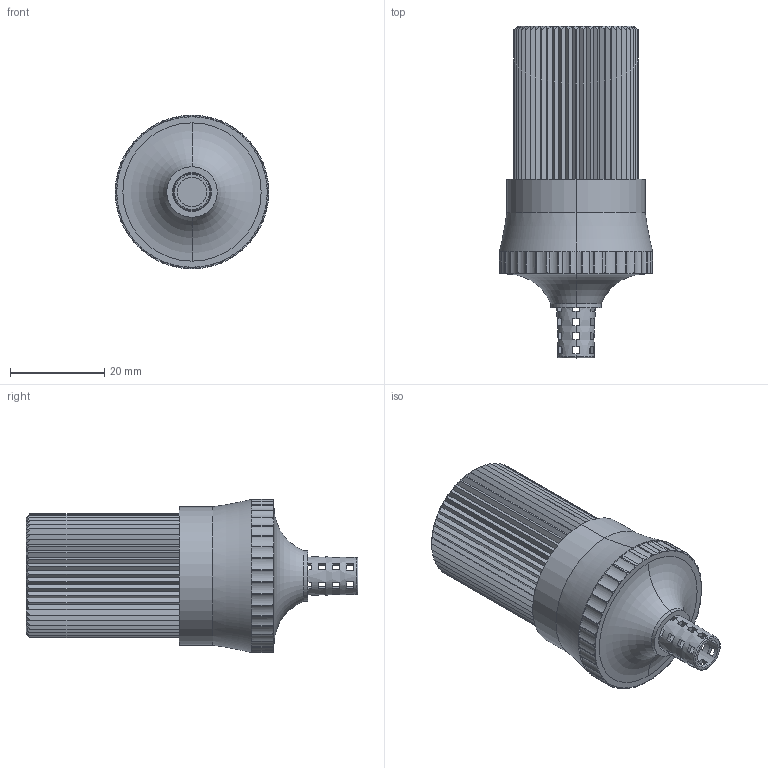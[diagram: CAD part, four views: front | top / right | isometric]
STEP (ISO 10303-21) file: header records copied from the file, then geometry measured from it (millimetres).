
FILE_DESCRIPTION (( 'STEP AP214' ), '1' );
FILE_NAME ('ZA2010.STEP', '2020-02-11T23:36:32', ( '' ), ( '' ), 'SwSTEP 2.0', 'SolidWorks 2017', '' );
FILE_SCHEMA (( 'AUTOMOTIVE_DESIGN' ));
Length unit declared in the file: millimetre
Products named in the file (1): ZA2010
Bounding box: 32.5 x 70.3 x 32.51 mm (x, y, z)
Volume: 12500.3 mm3; surface area: 20413.6 mm2
Topology: 5 solids, 5 shells, 529 faces, 1362 edges, 829 vertices
Faces by surface type: plane 258, cylinder 166, cone 59, torus 46
Entity records: 17082 total; most frequent: CARTESIAN_POINT 4117, DIRECTION 2750, ORIENTED_EDGE 2724, EDGE_CURVE 1362, AXIS2_PLACEMENT_3D 1098, VERTEX_POINT 829, EDGE_LOOP 569, CIRCLE 568
